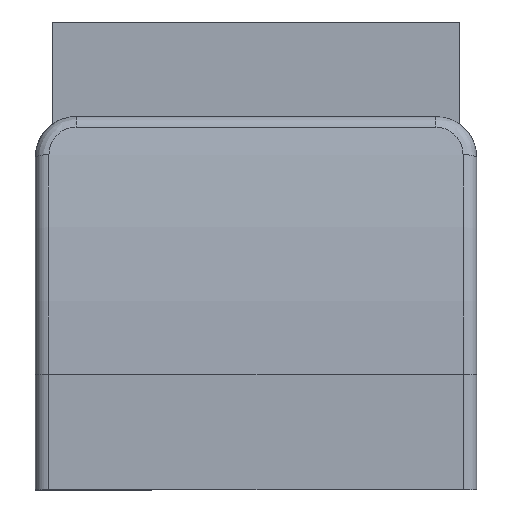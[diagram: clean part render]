
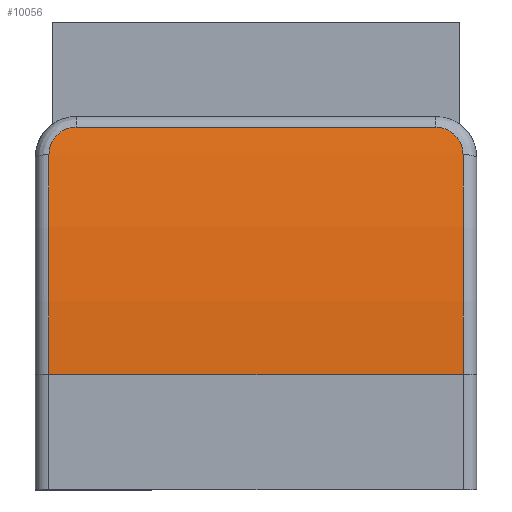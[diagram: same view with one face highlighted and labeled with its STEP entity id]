
A CAD part, front view. The second image highlights one B-rep face of the part: STEP entity #10056.
In plain terms, the highlighted cylindrical face has radius 163 mm (diameter 326 mm), a partial arc.
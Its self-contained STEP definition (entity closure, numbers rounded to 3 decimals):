
#305 = CARTESIAN_POINT ( 'NONE',  ( -27.571, 3.601, 31.336 ) ) ;
#409 = CARTESIAN_POINT ( 'NONE',  ( 95.576, 3.627, 31.447 ) ) ;
#686 = CARTESIAN_POINT ( 'NONE',  ( 26.5, 3.627, 31.447 ) ) ;
#729 = LINE ( 'NONE', #13057, #12818 ) ;
#788 = B_SPLINE_CURVE_WITH_KNOTS ( 'NONE', 3,
 ( #3962, #6344, #305, #10021, #5232, #10104, #2851, #14951, #6508, #11370, #1747, #5846, #5772, #14309, #3179, #15266 ),
 .UNSPECIFIED., .F., .F.,
 ( 4, 2, 2, 2, 2, 2, 2, 4 ),
 ( 0., 0.002, 0.002, 0.003, 0.004, 0.005, 0.006, 0.006 ),
 .UNSPECIFIED. ) ;
#977 = CARTESIAN_POINT ( 'NONE',  ( 30.5, 162.5, -5. ) ) ;
#1552 = DIRECTION ( 'NONE',  ( 0., 0., 1. ) ) ;
#1674 = CARTESIAN_POINT ( 'NONE',  ( -26.5, 3.627, 31.447 ) ) ;
#1747 = CARTESIAN_POINT ( 'NONE',  ( -30.106, 3.121, 29.169 ) ) ;
#1876 = CARTESIAN_POINT ( 'NONE',  ( 30.475, 2.859, 27.921 ) ) ;
#2169 = CARTESIAN_POINT ( 'NONE',  ( -30.5, 2.752, 27.398 ) ) ;
#2305 = VERTEX_POINT ( 'NONE', #2169 ) ;
#2551 = ORIENTED_EDGE ( 'NONE', *, *, #15234, .T. ) ;
#2608 = ORIENTED_EDGE ( 'NONE', *, *, #6579, .T. ) ;
#2851 = CARTESIAN_POINT ( 'NONE',  ( -29.17, 3.396, 30.424 ) ) ;
#3135 = CARTESIAN_POINT ( 'NONE',  ( 27.552, 3.597, 31.314 ) ) ;
#3179 = CARTESIAN_POINT ( 'NONE',  ( -30.5, 2.805, 27.661 ) ) ;
#3180 = DIRECTION ( 'NONE',  ( 1., 0., 0. ) ) ;
#3440 = CARTESIAN_POINT ( 'NONE',  ( 30.5, 2.752, 27.398 ) ) ;
#3693 = EDGE_CURVE ( 'NONE', #13546, #3699, #7502, .T. ) ;
#3699 = VERTEX_POINT ( 'NONE', #3440 ) ;
#3962 = CARTESIAN_POINT ( 'NONE',  ( -26.5, 3.627, 31.447 ) ) ;
#4006 = CYLINDRICAL_SURFACE ( 'NONE', #9397, 163. ) ;
#4319 = CARTESIAN_POINT ( 'NONE',  ( 29.985, 3.172, 29.403 ) ) ;
#4483 = CARTESIAN_POINT ( 'NONE',  ( 29.697, 3.268, 29.846 ) ) ;
#5204 = CARTESIAN_POINT ( 'NONE',  ( 26.5, 3.627, 31.447 ) ) ;
#5232 = CARTESIAN_POINT ( 'NONE',  ( -28.535, 3.501, 30.894 ) ) ;
#5582 = EDGE_CURVE ( 'NONE', #2305, #7623, #6815, .T. ) ;
#5645 = DIRECTION ( 'NONE',  ( -1., 0., 0. ) ) ;
#5772 = CARTESIAN_POINT ( 'NONE',  ( -30.376, 2.965, 28.43 ) ) ;
#5846 = CARTESIAN_POINT ( 'NONE',  ( -30.302, 3.018, 28.683 ) ) ;
#6344 = CARTESIAN_POINT ( 'NONE',  ( -27.038, 3.627, 31.447 ) ) ;
#6447 = CARTESIAN_POINT ( 'NONE',  ( 30.5, -0.5, -5. ) ) ;
#6508 = CARTESIAN_POINT ( 'NONE',  ( -29.702, 3.266, 29.839 ) ) ;
#6579 = EDGE_CURVE ( 'NONE', #3699, #11435, #14148, .T. ) ;
#6719 = CARTESIAN_POINT ( 'NONE',  ( 28.298, 3.531, 31.025 ) ) ;
#6815 = CIRCLE ( 'NONE', #14198, 163. ) ;
#7128 = CARTESIAN_POINT ( 'NONE',  ( -30.5, -0.5, -5. ) ) ;
#7417 = VECTOR ( 'NONE', #12591, 1000. ) ;
#7502 = CIRCLE ( 'NONE', #14871, 163. ) ;
#7623 = VERTEX_POINT ( 'NONE', #7128 ) ;
#7903 = CARTESIAN_POINT ( 'NONE',  ( 30.375, 2.966, 28.435 ) ) ;
#8858 = CARTESIAN_POINT ( 'NONE',  ( 95.576, 162.5, -5. ) ) ;
#9096 = CARTESIAN_POINT ( 'NONE',  ( 29.168, 3.396, 30.426 ) ) ;
#9254 = DIRECTION ( 'NONE',  ( 0., 0., -1. ) ) ;
#9299 = CARTESIAN_POINT ( 'NONE',  ( -30.5, 162.5, -5. ) ) ;
#9332 = CARTESIAN_POINT ( 'NONE',  ( 26.769, 3.627, 31.447 ) ) ;
#9397 = AXIS2_PLACEMENT_3D ( 'NONE', #8858, #14924, #1552 ) ;
#9577 = ORIENTED_EDGE ( 'NONE', *, *, #13591, .F. ) ;
#10021 = CARTESIAN_POINT ( 'NONE',  ( -28.299, 3.531, 31.024 ) ) ;
#10056 = ADVANCED_FACE ( 'NONE', ( #10074 ), #4006, .T. ) ;
#10074 = FACE_OUTER_BOUND ( 'NONE', #10193, .T. ) ;
#10104 = CARTESIAN_POINT ( 'NONE',  ( -28.97, 3.434, 30.594 ) ) ;
#10193 = EDGE_LOOP ( 'NONE', ( #2551, #10252, #9577, #13838, #2608, #11664 ) ) ;
#10252 = ORIENTED_EDGE ( 'NONE', *, *, #5582, .T. ) ;
#10385 = CARTESIAN_POINT ( 'NONE',  ( 29.534, 3.313, 30.05 ) ) ;
#11224 = LINE ( 'NONE', #409, #7417 ) ;
#11370 = CARTESIAN_POINT ( 'NONE',  ( -29.986, 3.171, 29.4 ) ) ;
#11435 = VERTEX_POINT ( 'NONE', #5204 ) ;
#11497 = CARTESIAN_POINT ( 'NONE',  ( 27.81, 3.578, 31.233 ) ) ;
#11664 = ORIENTED_EDGE ( 'NONE', *, *, #13554, .T. ) ;
#11822 = CARTESIAN_POINT ( 'NONE',  ( 30.5, 2.805, 27.661 ) ) ;
#12591 = DIRECTION ( 'NONE',  ( -1., 0., 0. ) ) ;
#12773 = CARTESIAN_POINT ( 'NONE',  ( 30.3, 3.019, 28.688 ) ) ;
#12818 = VECTOR ( 'NONE', #5645, 1000. ) ;
#12862 = CARTESIAN_POINT ( 'NONE',  ( 30.105, 3.122, 29.171 ) ) ;
#12967 = DIRECTION ( 'NONE',  ( 0., 0., 1. ) ) ;
#13057 = CARTESIAN_POINT ( 'NONE',  ( 95.576, -0.5, -5. ) ) ;
#13546 = VERTEX_POINT ( 'NONE', #6447 ) ;
#13554 = EDGE_CURVE ( 'NONE', #11435, #15178, #11224, .T. ) ;
#13591 = EDGE_CURVE ( 'NONE', #13546, #7623, #729, .T. ) ;
#13838 = ORIENTED_EDGE ( 'NONE', *, *, #3693, .T. ) ;
#14131 = CARTESIAN_POINT ( 'NONE',  ( 27.033, 3.621, 31.42 ) ) ;
#14148 = B_SPLINE_CURVE_WITH_KNOTS ( 'NONE', 3,
 ( #14201, #11822, #1876, #7903, #12773, #12862, #4319, #4483, #10385, #9096, #15386, #15157, #6719, #11497, #3135, #14131, #9332, #686 ),
 .UNSPECIFIED., .F., .F.,
 ( 4, 2, 2, 2, 2, 2, 2, 2, 4 ),
 ( 0., 0.001, 0.002, 0.002, 0.003, 0.004, 0.005, 0.006, 0.006 ),
 .UNSPECIFIED. ) ;
#14198 = AXIS2_PLACEMENT_3D ( 'NONE', #9299, #3180, #12967 ) ;
#14201 = CARTESIAN_POINT ( 'NONE',  ( 30.5, 2.752, 27.398 ) ) ;
#14309 = CARTESIAN_POINT ( 'NONE',  ( -30.475, 2.859, 27.92 ) ) ;
#14871 = AXIS2_PLACEMENT_3D ( 'NONE', #977, #15689, #9254 ) ;
#14924 = DIRECTION ( 'NONE',  ( -1., 0., 0. ) ) ;
#14951 = CARTESIAN_POINT ( 'NONE',  ( -29.536, 3.312, 30.048 ) ) ;
#15157 = CARTESIAN_POINT ( 'NONE',  ( 28.528, 3.502, 30.898 ) ) ;
#15178 = VERTEX_POINT ( 'NONE', #1674 ) ;
#15234 = EDGE_CURVE ( 'NONE', #15178, #2305, #788, .T. ) ;
#15266 = CARTESIAN_POINT ( 'NONE',  ( -30.5, 2.752, 27.398 ) ) ;
#15386 = CARTESIAN_POINT ( 'NONE',  ( 28.964, 3.435, 30.599 ) ) ;
#15689 = DIRECTION ( 'NONE',  ( -1., 0., 0. ) ) ;
